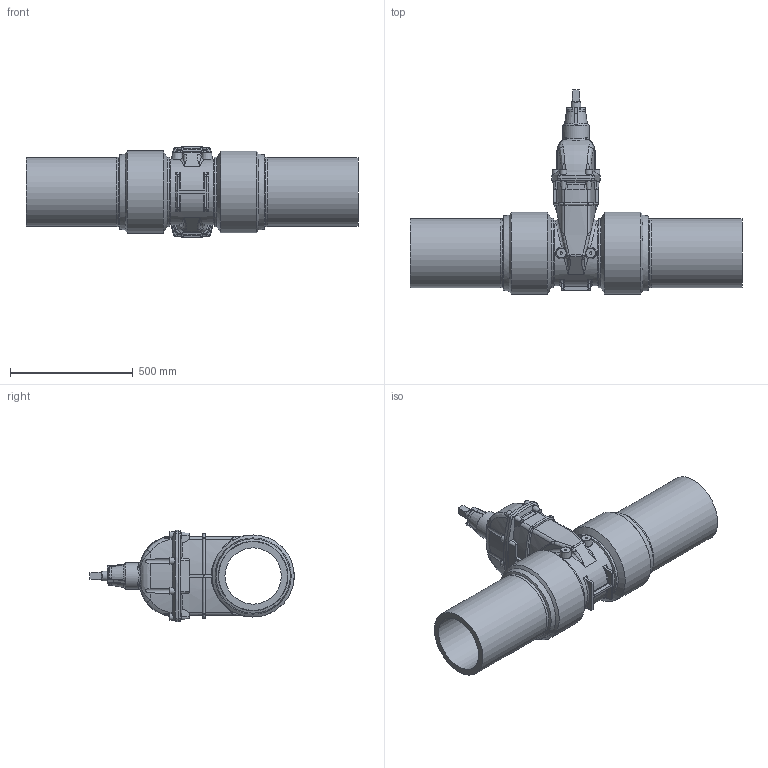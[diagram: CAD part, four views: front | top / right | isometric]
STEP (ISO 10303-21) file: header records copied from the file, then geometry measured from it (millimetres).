
FILE_DESCRIPTION (( 'STEP AP203' ), '1' );
FILE_NAME ('O_36_80_DN250_280mm.STEP', '2015-01-29T08:48:47', ( 'ken' ), ( '' ), 'SwSTEP 2.0', 'SolidWorks 2012', '' );
FILE_SCHEMA (( 'CONFIG_CONTROL_DESIGN' ));
Length unit declared in the file: millimetre
Products named in the file (1): O_36_80_DN250_280mm
Bounding box: 1350 x 830.97 x 370.9 mm (x, y, z)
Volume: 53602282.7 mm3; surface area: 2744611 mm2
Topology: 1 solids, 1 shells, 338 faces, 896 edges, 559 vertices
Faces by surface type: plane 105, cone 83, cylinder 68, bspline 52, torus 22, sphere 8
Full cylindrical faces by diameter (mm): 40 x1, 108 x1, 229.1 x1, 267 x1, 280 x2, 282.823 x2, 334 x2
Entity records: 15252 total; most frequent: CARTESIAN_POINT 7804, ORIENTED_EDGE 1698, DIRECTION 1340, EDGE_CURVE 849, AXIS2_PLACEMENT_3D 559, VERTEX_POINT 544, EDGE_LOOP 371, FACE_OUTER_BOUND 349
